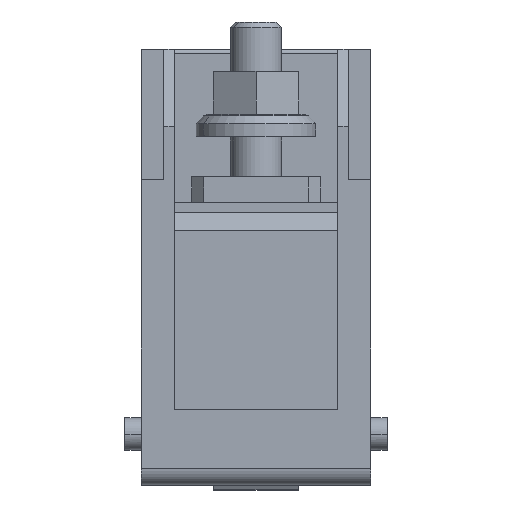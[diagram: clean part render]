
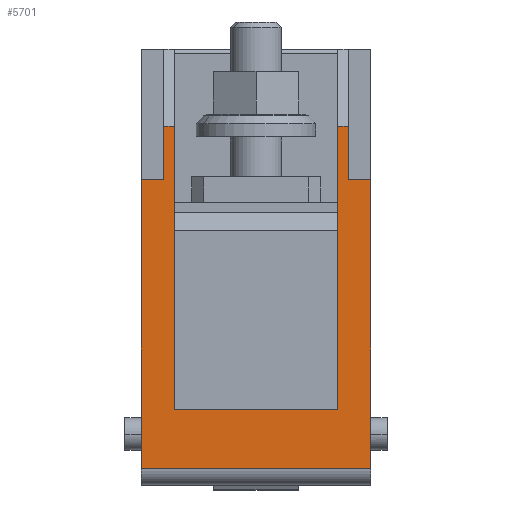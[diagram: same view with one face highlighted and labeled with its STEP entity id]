
A CAD part, front view. The second image highlights one B-rep face of the part: STEP entity #5701.
In plain terms, the highlighted planar face has unit normal (0, -1, 0).
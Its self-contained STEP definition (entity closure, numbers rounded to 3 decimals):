
#5626=AXIS2_PLACEMENT_3D('Plane Axis2P3D',#5623,#5624,#5625) ;
#4439=CARTESIAN_POINT('Vertex',(1.95,0.,2.55)) ;
#4442=CARTESIAN_POINT('Line Origine',(1.95,0.,19.425)) ;
#4446=CARTESIAN_POINT('Vertex',(1.95,0.,36.3)) ;
#5006=CARTESIAN_POINT('Vertex',(28.75,0.,36.3)) ;
#5009=CARTESIAN_POINT('Line Origine',(28.75,0.,19.425)) ;
#5013=CARTESIAN_POINT('Vertex',(28.75,0.,2.55)) ;
#5603=CARTESIAN_POINT('Line Origine',(3.25,0.,36.3)) ;
#5607=CARTESIAN_POINT('Vertex',(4.55,0.,36.3)) ;
#5623=CARTESIAN_POINT('Axis2P3D Location',(1.95,0.,2.55)) ;
#5628=CARTESIAN_POINT('Line Origine',(15.35,0.,2.55)) ;
#5633=CARTESIAN_POINT('Line Origine',(27.45,0.,36.3)) ;
#5637=CARTESIAN_POINT('Vertex',(26.15,0.,36.3)) ;
#5640=CARTESIAN_POINT('Line Origine',(26.15,0.,39.425)) ;
#5644=CARTESIAN_POINT('Vertex',(26.15,0.,42.55)) ;
#5647=CARTESIAN_POINT('Line Origine',(25.525,0.,42.55)) ;
#5651=CARTESIAN_POINT('Vertex',(24.9,0.,42.55)) ;
#5654=CARTESIAN_POINT('Line Origine',(24.9,0.,26.)) ;
#5658=CARTESIAN_POINT('Vertex',(24.9,0.,9.45)) ;
#5661=CARTESIAN_POINT('Line Origine',(15.35,0.,9.45)) ;
#5665=CARTESIAN_POINT('Vertex',(5.8,0.,9.45)) ;
#5668=CARTESIAN_POINT('Line Origine',(5.8,0.,26.)) ;
#5672=CARTESIAN_POINT('Vertex',(5.8,0.,42.55)) ;
#5675=CARTESIAN_POINT('Line Origine',(5.175,0.,42.55)) ;
#5679=CARTESIAN_POINT('Vertex',(4.55,0.,42.55)) ;
#5682=CARTESIAN_POINT('Line Origine',(4.55,0.,39.425)) ;
#4443=DIRECTION('Vector Direction',(0.,0.,1.)) ;
#5010=DIRECTION('Vector Direction',(0.,0.,1.)) ;
#5604=DIRECTION('Vector Direction',(1.,0.,0.)) ;
#5624=DIRECTION('Axis2P3D Direction',(0.,1.,0.)) ;
#5625=DIRECTION('Axis2P3D XDirection',(0.,0.,1.)) ;
#5629=DIRECTION('Vector Direction',(1.,0.,0.)) ;
#5634=DIRECTION('Vector Direction',(1.,0.,0.)) ;
#5641=DIRECTION('Vector Direction',(0.,0.,-1.)) ;
#5648=DIRECTION('Vector Direction',(1.,0.,0.)) ;
#5655=DIRECTION('Vector Direction',(0.,0.,-1.)) ;
#5662=DIRECTION('Vector Direction',(1.,0.,0.)) ;
#5669=DIRECTION('Vector Direction',(0.,0.,-1.)) ;
#5676=DIRECTION('Vector Direction',(1.,0.,0.)) ;
#5683=DIRECTION('Vector Direction',(0.,0.,-1.)) ;
#4444=VECTOR('Line Direction',#4443,1.) ;
#5011=VECTOR('Line Direction',#5010,1.) ;
#5605=VECTOR('Line Direction',#5604,1.) ;
#5630=VECTOR('Line Direction',#5629,1.) ;
#5635=VECTOR('Line Direction',#5634,1.) ;
#5642=VECTOR('Line Direction',#5641,1.) ;
#5649=VECTOR('Line Direction',#5648,1.) ;
#5656=VECTOR('Line Direction',#5655,1.) ;
#5663=VECTOR('Line Direction',#5662,1.) ;
#5670=VECTOR('Line Direction',#5669,1.) ;
#5677=VECTOR('Line Direction',#5676,1.) ;
#5684=VECTOR('Line Direction',#5683,1.) ;
#5688=ORIENTED_EDGE('',*,*,#5632,.F.) ;
#5689=ORIENTED_EDGE('',*,*,#5015,.T.) ;
#5690=ORIENTED_EDGE('',*,*,#5639,.T.) ;
#5691=ORIENTED_EDGE('',*,*,#5646,.T.) ;
#5692=ORIENTED_EDGE('',*,*,#5653,.T.) ;
#5693=ORIENTED_EDGE('',*,*,#5660,.F.) ;
#5694=ORIENTED_EDGE('',*,*,#5667,.T.) ;
#5695=ORIENTED_EDGE('',*,*,#5674,.T.) ;
#5696=ORIENTED_EDGE('',*,*,#5681,.F.) ;
#5697=ORIENTED_EDGE('',*,*,#5686,.F.) ;
#5698=ORIENTED_EDGE('',*,*,#5609,.F.) ;
#5699=ORIENTED_EDGE('',*,*,#4448,.F.) ;
#5701=ADVANCED_FACE('ISGH',(#5700),#5627,.F.) ;
#4448=EDGE_CURVE('',#4440,#4447,#4445,.T.) ;
#5015=EDGE_CURVE('',#5014,#5007,#5012,.T.) ;
#5609=EDGE_CURVE('',#4447,#5608,#5606,.T.) ;
#5632=EDGE_CURVE('',#5014,#4440,#5631,.F.) ;
#5639=EDGE_CURVE('',#5007,#5638,#5636,.F.) ;
#5646=EDGE_CURVE('',#5638,#5645,#5643,.F.) ;
#5653=EDGE_CURVE('',#5645,#5652,#5650,.F.) ;
#5660=EDGE_CURVE('',#5659,#5652,#5657,.F.) ;
#5667=EDGE_CURVE('',#5659,#5666,#5664,.F.) ;
#5674=EDGE_CURVE('',#5666,#5673,#5671,.F.) ;
#5681=EDGE_CURVE('',#5680,#5673,#5678,.T.) ;
#5686=EDGE_CURVE('',#5608,#5680,#5685,.F.) ;
#5687=EDGE_LOOP('',(#5688,#5689,#5690,#5691,#5692,#5693,#5694,#5695,#5696,#5697,#5698,#5699)) ;
#5700=FACE_OUTER_BOUND('',#5687,.T.) ;
#4445=LINE('Line',#4442,#4444) ;
#5012=LINE('Line',#5009,#5011) ;
#5606=LINE('Line',#5603,#5605) ;
#5631=LINE('Line',#5628,#5630) ;
#5636=LINE('Line',#5633,#5635) ;
#5643=LINE('Line',#5640,#5642) ;
#5650=LINE('Line',#5647,#5649) ;
#5657=LINE('Line',#5654,#5656) ;
#5664=LINE('Line',#5661,#5663) ;
#5671=LINE('Line',#5668,#5670) ;
#5678=LINE('Line',#5675,#5677) ;
#5685=LINE('Line',#5682,#5684) ;
#5627=PLANE('',#5626) ;
#4440=VERTEX_POINT('',#4439) ;
#4447=VERTEX_POINT('',#4446) ;
#5007=VERTEX_POINT('',#5006) ;
#5014=VERTEX_POINT('',#5013) ;
#5608=VERTEX_POINT('',#5607) ;
#5638=VERTEX_POINT('',#5637) ;
#5645=VERTEX_POINT('',#5644) ;
#5652=VERTEX_POINT('',#5651) ;
#5659=VERTEX_POINT('',#5658) ;
#5666=VERTEX_POINT('',#5665) ;
#5673=VERTEX_POINT('',#5672) ;
#5680=VERTEX_POINT('',#5679) ;
